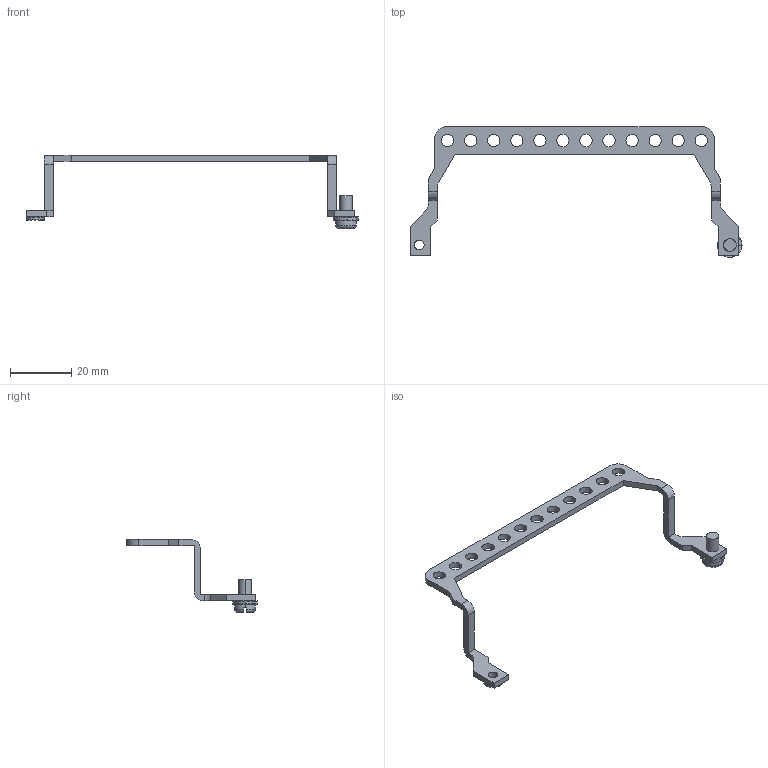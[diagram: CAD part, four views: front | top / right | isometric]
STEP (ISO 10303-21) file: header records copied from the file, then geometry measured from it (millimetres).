
FILE_DESCRIPTION(('CoCreate Modeling STEP Export'),'2;1');
FILE_NAME('CR 24 ATD.stp','2009-02-10T 7:37:58',(''),(''),'CoCreate Modeling STEP processor for AP214 (Solid Model)','CoCreate Modeling 16.00A 16-Aug-2008 (C) Parametric Technology GmbH','');
FILE_SCHEMA(('AUTOMOTIVE_DESIGN { 1 0 10303 214 1 1 1 1 }'));
Length unit declared in the file: millimetre
Products named in the file (1): CR_24_ATD
Bounding box: 108 x 42.5 x 23.76 mm (x, y, z)
Volume: 2353.1 mm3; surface area: 3715.1 mm2
Topology: 1 solids, 1 shells, 199 faces, 734 edges, 488 vertices
Faces by surface type: plane 145, cylinder 50, torus 4
Entity records: 9332 total; most frequent: CARTESIAN_POINT 1590, ORIENTED_EDGE 1472, DIRECTION 1138, EDGE_CURVE 735, VERTEX_POINT 489, VECTOR 456, LINE 456, AXIS2_PLACEMENT_3D 341
